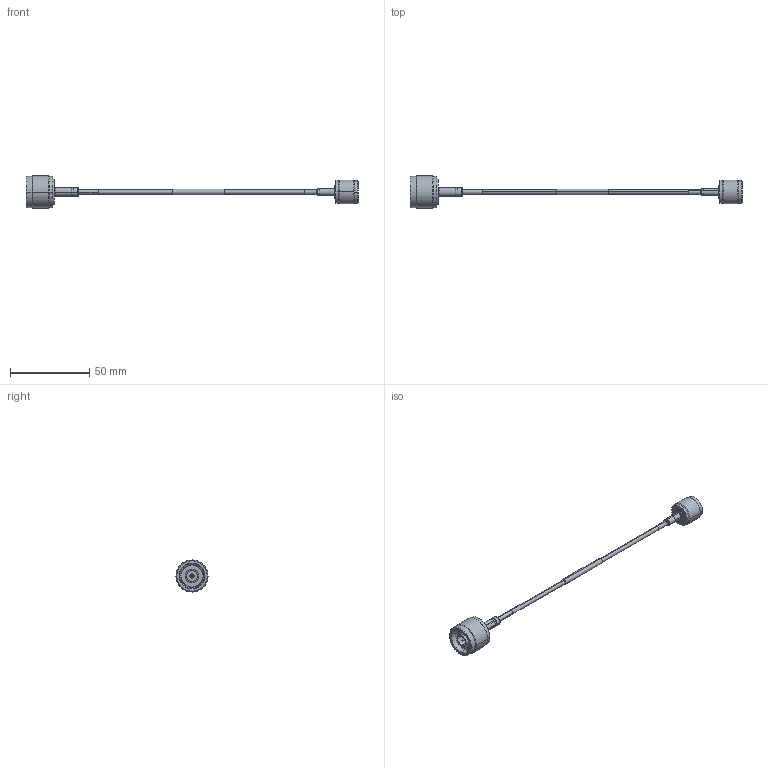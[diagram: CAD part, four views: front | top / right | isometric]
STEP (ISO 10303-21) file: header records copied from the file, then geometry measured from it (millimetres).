
FILE_DESCRIPTION (( 'STEP AP214' ), '1' );
FILE_NAME ('FMC00547_3D.step', '2023-02-23T03:02:59', ( '' ), ( '' ), 'SwSTEP 2.0', 'SolidWorks 2022', '' );
FILE_SCHEMA (( 'AUTOMOTIVE_DESIGN' ));
Length unit declared in the file: inch
Products named in the file (8): FMC00547_3D; heat shrink conn 2^FMC00547_shrunk; Copy of SC4260-MA3^SC4260_FMC00547; heat shrink conn 1^FMC00547_conn 1; Copy of SC4260-MA1^SC4260_FMC00547; LMR-100A-PVC^FMC00547; SC9124^FMC00547_CRIMPED; SC4260^FMC00547
Assembly tree (7 placements, depth 3):
  FMC00547_3D
    LMR-100A-PVC^FMC00547
    SC9124^FMC00547_CRIMPED
    heat shrink conn 1^FMC00547_conn 1
    SC4260^FMC00547
      Copy of SC4260-MA1^SC4260_FMC00547
      Copy of SC4260-MA3^SC4260_FMC00547
    heat shrink conn 2^FMC00547_shrunk
Bounding box: 209.78 x 20.32 x 20.32 mm (x, y, z)
Volume: 6860.5 mm3; surface area: 9340.9 mm2
Topology: 8 solids, 8 shells, 305 faces, 666 edges, 401 vertices
Faces by surface type: cylinder 97, plane 82, cone 79, torus 44, bspline 3
Entity records: 10068 total; most frequent: CARTESIAN_POINT 2539, DIRECTION 1543, ORIENTED_EDGE 1332, EDGE_CURVE 666, AXIS2_PLACEMENT_3D 642, VERTEX_POINT 401, EDGE_LOOP 339, CIRCLE 329
